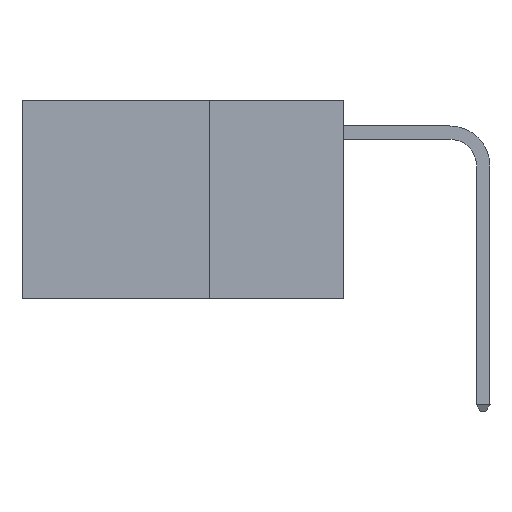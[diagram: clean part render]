
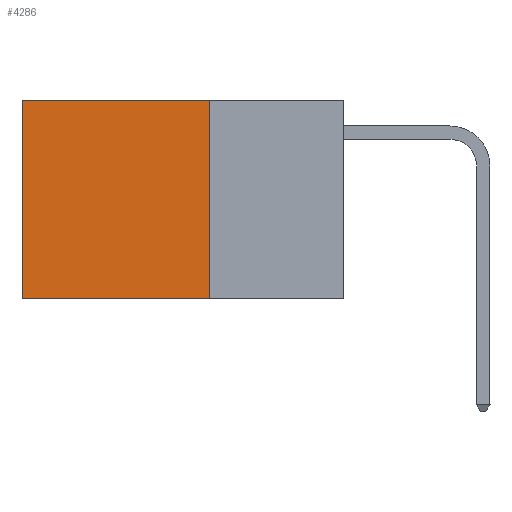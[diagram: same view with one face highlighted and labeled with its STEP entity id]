
A CAD part, left-side view. The second image highlights one B-rep face of the part: STEP entity #4286.
In plain terms, the highlighted planar face has unit normal (-1, 0, 0).
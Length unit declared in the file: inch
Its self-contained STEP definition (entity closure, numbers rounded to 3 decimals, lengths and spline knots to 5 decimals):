
#30 = VECTOR ( 'NONE', #1786, 39.37008 ) ;
#845 = EDGE_CURVE ( 'NONE', #12187, #3326, #4612, .T. ) ;
#885 = CARTESIAN_POINT ( 'NONE',  ( 0.2625, 0.25, 0. ) ) ;
#899 = CARTESIAN_POINT ( 'NONE',  ( 0.2625, 0.25, -0.37 ) ) ;
#1533 = DIRECTION ( 'NONE',  ( 0., 0., -1. ) ) ;
#1786 = DIRECTION ( 'NONE',  ( 0., 0., -1. ) ) ;
#1961 = CARTESIAN_POINT ( 'NONE',  ( 0.2625, 0.25, -0.37 ) ) ;
#2064 = CARTESIAN_POINT ( 'NONE',  ( 0.2625, 0.25, 0. ) ) ;
#2909 = VECTOR ( 'NONE', #10479, 39.37008 ) ;
#3080 = PLANE ( 'NONE',  #3915 ) ;
#3326 = VERTEX_POINT ( 'NONE', #10439 ) ;
#3915 = AXIS2_PLACEMENT_3D ( 'NONE', #2064, #11409, #12921 ) ;
#4203 = EDGE_LOOP ( 'NONE', ( #5289, #8847, #7980, #12087 ) ) ;
#4286 = ADVANCED_FACE ( 'NONE', ( #8255 ), #3080, .F. ) ;
#4612 = LINE ( 'NONE', #6718, #30 ) ;
#5289 = ORIENTED_EDGE ( 'NONE', *, *, #845, .T. ) ;
#5538 = LINE ( 'NONE', #11866, #13292 ) ;
#5590 = DIRECTION ( 'NONE',  ( 0., 1., 0. ) ) ;
#5591 = EDGE_CURVE ( 'NONE', #6340, #8950, #5538, .T. ) ;
#6311 = LINE ( 'NONE', #1961, #2909 ) ;
#6340 = VERTEX_POINT ( 'NONE', #885 ) ;
#6718 = CARTESIAN_POINT ( 'NONE',  ( 0.2625, 0.6, 0. ) ) ;
#7980 = ORIENTED_EDGE ( 'NONE', *, *, #5591, .F. ) ;
#8255 = FACE_OUTER_BOUND ( 'NONE', #4203, .T. ) ;
#8414 = CARTESIAN_POINT ( 'NONE',  ( 0.2625, 0.25, 0. ) ) ;
#8847 = ORIENTED_EDGE ( 'NONE', *, *, #11035, .F. ) ;
#8950 = VERTEX_POINT ( 'NONE', #899 ) ;
#10171 = CARTESIAN_POINT ( 'NONE',  ( 0.2625, 0.6, 0. ) ) ;
#10439 = CARTESIAN_POINT ( 'NONE',  ( 0.2625, 0.6, -0.37 ) ) ;
#10455 = LINE ( 'NONE', #8414, #10585 ) ;
#10479 = DIRECTION ( 'NONE',  ( 0., 1., 0. ) ) ;
#10585 = VECTOR ( 'NONE', #5590, 39.37008 ) ;
#11035 = EDGE_CURVE ( 'NONE', #8950, #3326, #6311, .T. ) ;
#11409 = DIRECTION ( 'NONE',  ( 1., 0., 0. ) ) ;
#11866 = CARTESIAN_POINT ( 'NONE',  ( 0.2625, 0.25, 0. ) ) ;
#12087 = ORIENTED_EDGE ( 'NONE', *, *, #12911, .T. ) ;
#12187 = VERTEX_POINT ( 'NONE', #10171 ) ;
#12911 = EDGE_CURVE ( 'NONE', #6340, #12187, #10455, .T. ) ;
#12921 = DIRECTION ( 'NONE',  ( 0., 0., -1. ) ) ;
#13292 = VECTOR ( 'NONE', #1533, 39.37008 ) ;
